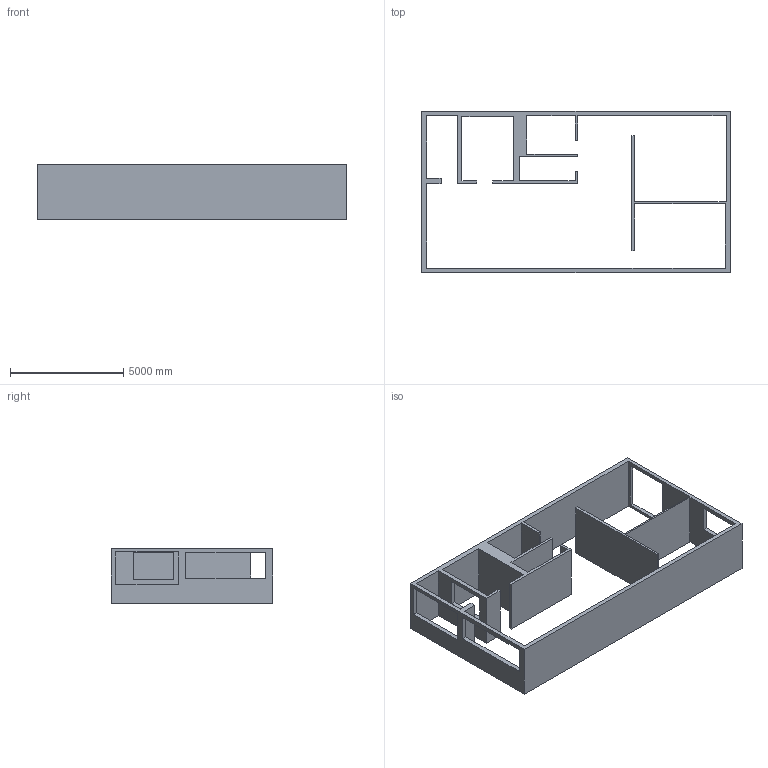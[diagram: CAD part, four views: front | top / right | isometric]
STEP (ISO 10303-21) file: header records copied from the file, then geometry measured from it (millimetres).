
FILE_DESCRIPTION(('FreeCAD Model'),'2;1');
FILE_NAME('Open CASCADE Shape Model','2022-11-04T21:26:38',('Author'),( ''),'Open CASCADE STEP processor 7.6','FreeCAD','Unknown');
FILE_SCHEMA(('AUTOMOTIVE_DESIGN { 1 0 10303 214 1 1 1 1 }'));
Length unit declared in the file: millimetre
Products named in the file (1): Bottom floor
Bounding box: 13570 x 7116 x 2417 mm (x, y, z)
Volume: 26055759833 mm3; surface area: 308651566 mm2
Topology: 1 solids, 1 shells, 69 faces, 200 edges, 132 vertices
Faces by surface type: plane 69
Entity records: 4868 total; most frequent: CARTESIAN_POINT 802, DIRECTION 740, LINE 600, VECTOR 600, ORIENTED_EDGE 400, PCURVE 400, DEFINITIONAL_REPRESENTATION 400, EDGE_CURVE 200
